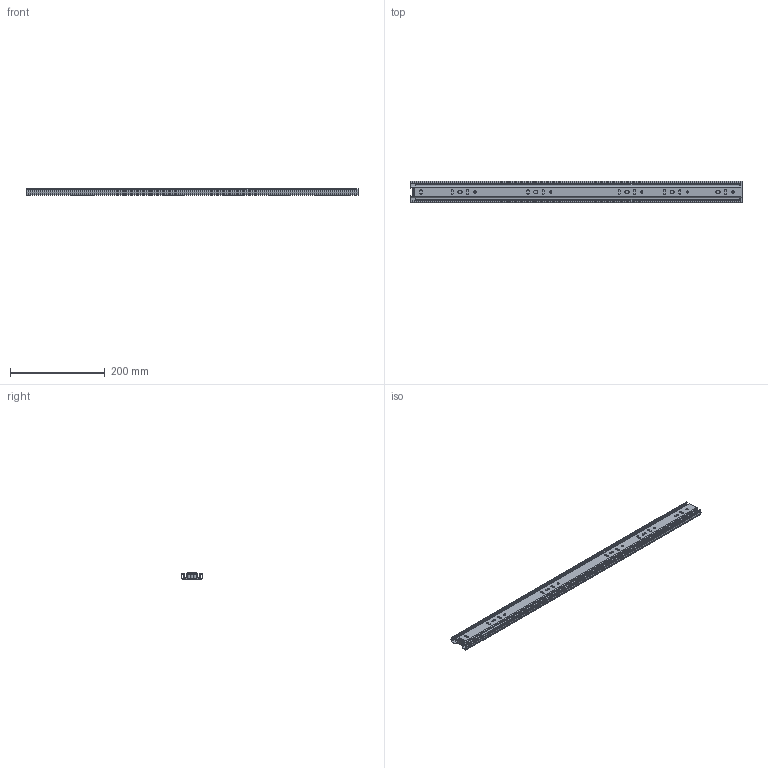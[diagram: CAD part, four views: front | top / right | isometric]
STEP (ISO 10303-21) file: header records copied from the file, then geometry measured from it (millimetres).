
FILE_DESCRIPTION (( 'STEP AP214' ), '1' );
FILE_NAME ('F000807-CLOSED_3D.step', '2022-06-06T12:52:05', ( '' ), ( '' ), 'SwSTEP 2.0', 'SolidWorks 2020', '' );
FILE_SCHEMA (( 'AUTOMOTIVE_DESIGN' ));
Length unit declared in the file: millimetre
Products named in the file (5): F000807-CLOSED_3D; NB55-VNEJSI-700; NB55-STREDNI-700; NB55-VNITRNI-700; Doraz
Assembly tree (4 placements, depth 2):
  F000807-CLOSED_3D
    NB55-VNEJSI-700
    NB55-VNITRNI-700
    NB55-STREDNI-700
    Doraz
Bounding box: 700 x 45.7 x 12.7 mm (x, y, z)
Volume: 134797.2 mm3; surface area: 220026 mm2
Topology: 4 solids, 4 shells, 366 faces, 1074 edges, 716 vertices
Faces by surface type: plane 166, cylinder 136, bspline 64
Entity records: 12936 total; most frequent: CARTESIAN_POINT 2995, ORIENTED_EDGE 2148, DIRECTION 1836, EDGE_CURVE 1074, VERTEX_POINT 716, VECTOR 674, LINE 674, AXIS2_PLACEMENT_3D 581
